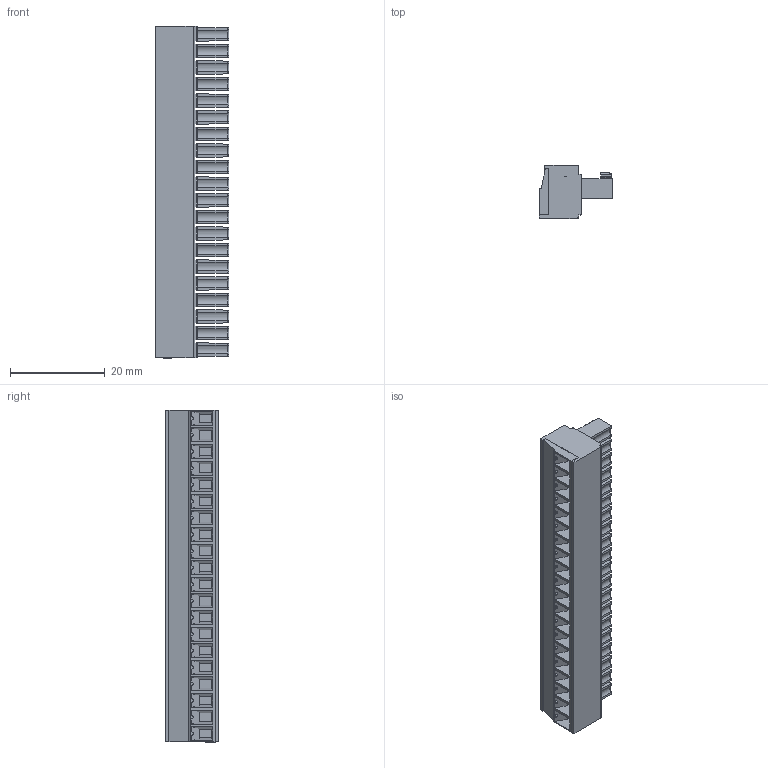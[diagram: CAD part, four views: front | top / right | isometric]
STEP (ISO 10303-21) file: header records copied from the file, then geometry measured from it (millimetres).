
FILE_DESCRIPTION(('STEP AP214'),'1');
FILE_NAME('SH20-3,5.stp','2018-11-19T08:25:38',(' '),(' '),'Spatial InterOp 3D',' ',' ');
FILE_SCHEMA(('AUTOMOTIVE_DESIGN { 1 0 10303 214 1 1 1 1 }'));
Length unit declared in the file: metre
Products named in the file (1): 1
Bounding box: 15.5 x 11.1 x 70 mm (x, y, z)
Volume: 6581.3 mm3; surface area: 7684.5 mm2
Topology: 1 solids, 1 shells, 1630 faces, 4343 edges, 2773 vertices
Faces by surface type: plane 1106, cylinder 364, torus 60, cone 60, sphere 40
Full cylindrical faces by diameter (mm): 1.2 x20, 2.8 x20, 3 x20
Entity records: 62495 total; most frequent: CARTESIAN_POINT 9581, ORIENTED_EDGE 8244, DIRECTION 8108, EDGE_CURVE 4122, LINE 3070, VECTOR 3070, VERTEX_POINT 2712, AXIS2_PLACEMENT_3D 2519
